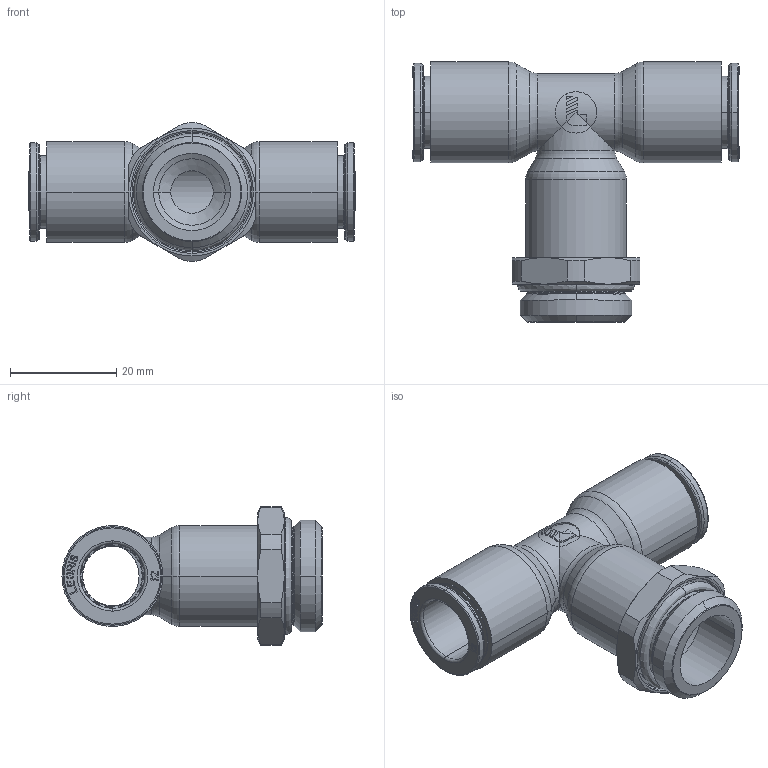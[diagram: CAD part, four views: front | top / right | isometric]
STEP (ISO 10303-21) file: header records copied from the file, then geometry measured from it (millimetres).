
FILE_DESCRIPTION(('STEP AP214'),'1');
FILE_NAME('6898_12_21.stp','2016-07-07T14:51:59',('TraceParts'),('TraceParts S.A.'),'Spatial InterOp 3D',' ',' ');
FILE_SCHEMA(('automotive_design'));
Length unit declared in the file: millimetre
Products named in the file (16): V898-12-21_ASM|Next assembly relationship#44112-19_ASM|Next assembly relationship#44112-21_ASM|Next assembly relationship#44112-32;44112-32; V898-12-21_ASM|Next assembly relationship#44112-19_ASM|Next assembly relationship#44112-21_ASM|Next assembly relationship#44112-30;44112-30; V898-12-21_ASM|Next assembly relationship#44112-19_ASM|Next assembly relationship#44112-21_ASM|Next assembly relationship#44112;44112; V898-12-21_ASM|Next assembly relationship#44112-19_ASM|Next assembly relationship#44112-40;44112-40; V898-12-21_ASM|Next assembly relationship#44522-04;44522-04; V898-12-21_ASM|Next assembly relationship#44220-21;44220-21; V898-12-21_ASM|Next assembly relationship#44112-11-10-ASM;44112-11-10-ASM; V898-12-21_ASM|Next assembly relationship#23339-24_ASM_D18-4_D22_LG2-4;23339-24_ASM_D18-4_D22_LG2-4
Bounding box: 61.32 x 48.89 x 25.98 mm (x, y, z)
Volume: 13398.3 mm3; surface area: 19657.7 mm2
Topology: 14 solids, 16 shells, 1421 faces, 3528 edges, 2176 vertices
Faces by surface type: plane 478, torus 270, cylinder 269, cone 216, bspline 180, sphere 4, revolution 4
Entity records: 53156 total; most frequent: CARTESIAN_POINT 19837, ORIENTED_EDGE 7040, DIRECTION 6734, EDGE_CURVE 3524, AXIS2_PLACEMENT_3D 2491, VERTEX_POINT 2176, LINE 1748, VECTOR 1748
